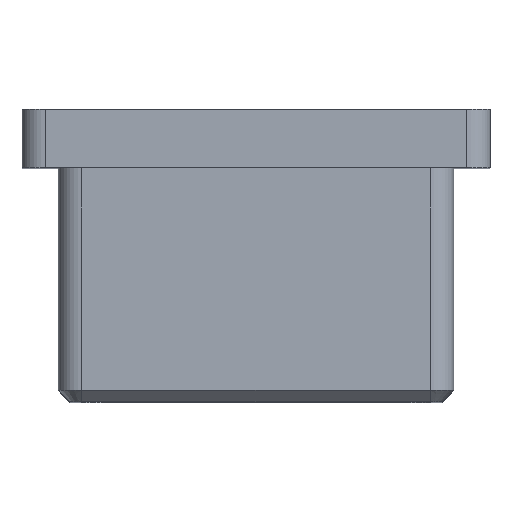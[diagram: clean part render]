
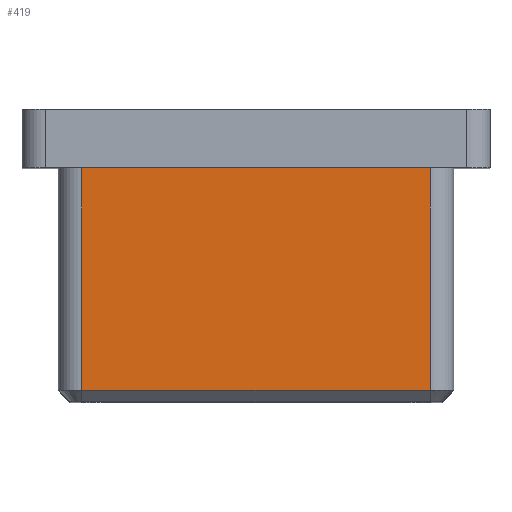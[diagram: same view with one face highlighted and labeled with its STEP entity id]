
A CAD part, top view. The second image highlights one B-rep face of the part: STEP entity #419.
In plain terms, the highlighted planar face has unit normal (0, 0, 1).
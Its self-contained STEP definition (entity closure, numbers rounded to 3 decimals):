
#67 = CARTESIAN_POINT ( 'NONE',  ( 14.9, -19., 16.9 ) ) ;
#170 = LINE ( 'NONE', #2920, #18342 ) ;
#346 = VERTEX_POINT ( 'NONE', #19424 ) ;
#419 = ADVANCED_FACE ( 'NONE', ( #8606 ), #4082, .F. ) ;
#604 = CARTESIAN_POINT ( 'NONE',  ( -14.9, 0., 16.9 ) ) ;
#1020 = EDGE_CURVE ( 'NONE', #4105, #12183, #2389, .T. ) ;
#1917 = EDGE_CURVE ( 'NONE', #12183, #8516, #170, .T. ) ;
#2001 = CARTESIAN_POINT ( 'NONE',  ( 14.9, -20., 16.9 ) ) ;
#2066 = CARTESIAN_POINT ( 'NONE',  ( -14.9, -20., 16.9 ) ) ;
#2389 = LINE ( 'NONE', #2001, #7384 ) ;
#2551 = ORIENTED_EDGE ( 'NONE', *, *, #1020, .T. ) ;
#2920 = CARTESIAN_POINT ( 'NONE',  ( -16.9, 0., 16.9 ) ) ;
#3000 = LINE ( 'NONE', #67, #7040 ) ;
#3163 = DIRECTION ( 'NONE',  ( -1., 0., 0. ) ) ;
#3410 = DIRECTION ( 'NONE',  ( -1., 0., 0. ) ) ;
#4082 = PLANE ( 'NONE',  #11490 ) ;
#4105 = VERTEX_POINT ( 'NONE', #7540 ) ;
#5351 = EDGE_CURVE ( 'NONE', #346, #4105, #3000, .T. ) ;
#5603 = DIRECTION ( 'NONE',  ( 0., 0., -1. ) ) ;
#6369 = LINE ( 'NONE', #2066, #19526 ) ;
#7040 = VECTOR ( 'NONE', #15390, 1000. ) ;
#7384 = VECTOR ( 'NONE', #8425, 1000. ) ;
#7540 = CARTESIAN_POINT ( 'NONE',  ( 14.9, -19., 16.9 ) ) ;
#8425 = DIRECTION ( 'NONE',  ( 0., 1., 0. ) ) ;
#8516 = VERTEX_POINT ( 'NONE', #604 ) ;
#8606 = FACE_OUTER_BOUND ( 'NONE', #17128, .T. ) ;
#9613 = CARTESIAN_POINT ( 'NONE',  ( 14.9, 0., 16.9 ) ) ;
#9752 = ORIENTED_EDGE ( 'NONE', *, *, #15139, .T. ) ;
#11370 = DIRECTION ( 'NONE',  ( 0., -1., 0. ) ) ;
#11490 = AXIS2_PLACEMENT_3D ( 'NONE', #14780, #5603, #3410 ) ;
#12183 = VERTEX_POINT ( 'NONE', #9613 ) ;
#14192 = ORIENTED_EDGE ( 'NONE', *, *, #5351, .T. ) ;
#14780 = CARTESIAN_POINT ( 'NONE',  ( -16.9, -20., 16.9 ) ) ;
#15139 = EDGE_CURVE ( 'NONE', #8516, #346, #6369, .T. ) ;
#15390 = DIRECTION ( 'NONE',  ( 1., 0., 0. ) ) ;
#17128 = EDGE_LOOP ( 'NONE', ( #9752, #14192, #2551, #18744 ) ) ;
#18342 = VECTOR ( 'NONE', #3163, 1000. ) ;
#18744 = ORIENTED_EDGE ( 'NONE', *, *, #1917, .T. ) ;
#19424 = CARTESIAN_POINT ( 'NONE',  ( -14.9, -19., 16.9 ) ) ;
#19526 = VECTOR ( 'NONE', #11370, 1000. ) ;
